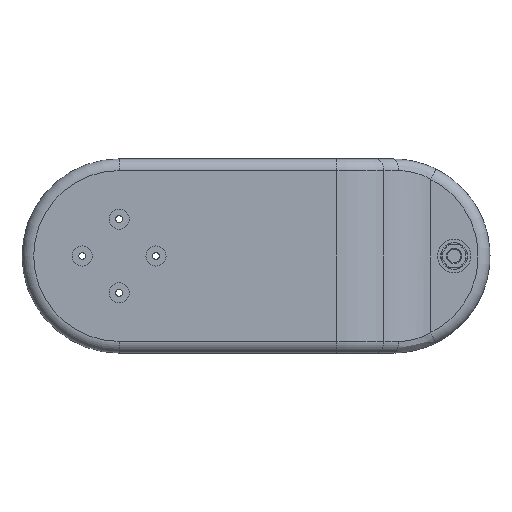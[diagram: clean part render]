
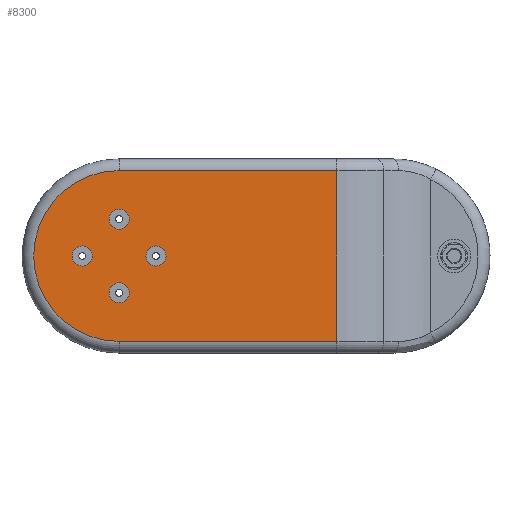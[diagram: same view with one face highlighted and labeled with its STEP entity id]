
A CAD part, left-side view. The second image highlights one B-rep face of the part: STEP entity #8300.
In plain terms, the highlighted face is planar.
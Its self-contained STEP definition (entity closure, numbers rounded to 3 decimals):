
#5676=DIRECTION('',(0.,0.,1.));
#5677=VECTOR('',#5676,51.);
#5678=CARTESIAN_POINT('',(31.5,361.997,-25.5));
#5679=LINE('',#5678,#5677);
#5680=DIRECTION('',(0.,-1.,0.));
#5681=VECTOR('',#5680,65.037);
#5682=CARTESIAN_POINT('',(31.5,427.034,25.5));
#5683=LINE('',#5682,#5681);
#5684=CARTESIAN_POINT('',(31.5,427.034,0.));
#5685=DIRECTION('',(1.,0.,0.));
#5686=DIRECTION('',(0.,0.,-1.));
#5687=AXIS2_PLACEMENT_3D('',#5684,#5685,#5686);
#5689=DIRECTION('',(0.,1.,0.));
#5690=VECTOR('',#5689,65.037);
#5691=CARTESIAN_POINT('',(31.5,361.997,-25.5));
#5692=LINE('',#5691,#5690);
#5693=CARTESIAN_POINT('',(31.5,438.034,0.));
#5694=DIRECTION('',(-1.,0.,0.));
#5695=DIRECTION('',(0.,1.,0.));
#5696=AXIS2_PLACEMENT_3D('',#5693,#5694,#5695);
#5698=CARTESIAN_POINT('',(31.5,438.034,0.));
#5699=DIRECTION('',(-1.,0.,0.));
#5700=DIRECTION('',(0.,-1.,0.));
#5701=AXIS2_PLACEMENT_3D('',#5698,#5699,#5700);
#5703=CARTESIAN_POINT('',(31.5,427.034,-11.));
#5704=DIRECTION('',(-1.,0.,0.));
#5705=DIRECTION('',(0.,1.,0.));
#5706=AXIS2_PLACEMENT_3D('',#5703,#5704,#5705);
#5708=CARTESIAN_POINT('',(31.5,427.034,-11.));
#5709=DIRECTION('',(-1.,0.,0.));
#5710=DIRECTION('',(0.,-1.,0.));
#5711=AXIS2_PLACEMENT_3D('',#5708,#5709,#5710);
#5713=CARTESIAN_POINT('',(31.5,416.034,0.));
#5714=DIRECTION('',(-1.,0.,0.));
#5715=DIRECTION('',(0.,1.,0.));
#5716=AXIS2_PLACEMENT_3D('',#5713,#5714,#5715);
#5718=CARTESIAN_POINT('',(31.5,416.034,0.));
#5719=DIRECTION('',(-1.,0.,0.));
#5720=DIRECTION('',(0.,-1.,0.));
#5721=AXIS2_PLACEMENT_3D('',#5718,#5719,#5720);
#5723=CARTESIAN_POINT('',(31.5,427.034,11.));
#5724=DIRECTION('',(-1.,0.,0.));
#5725=DIRECTION('',(0.,1.,0.));
#5726=AXIS2_PLACEMENT_3D('',#5723,#5724,#5725);
#5728=CARTESIAN_POINT('',(31.5,427.034,11.));
#5729=DIRECTION('',(-1.,0.,0.));
#5730=DIRECTION('',(0.,-1.,0.));
#5731=AXIS2_PLACEMENT_3D('',#5728,#5729,#5730);
#5968=CARTESIAN_POINT('',(31.5,361.997,-25.5));
#5969=CARTESIAN_POINT('',(31.5,361.997,25.5));
#5970=VERTEX_POINT('',#5968);
#5971=VERTEX_POINT('',#5969);
#6040=CARTESIAN_POINT('',(31.5,441.034,0.));
#6041=CARTESIAN_POINT('',(31.5,435.034,0.));
#6042=VERTEX_POINT('',#6040);
#6043=VERTEX_POINT('',#6041);
#6044=CARTESIAN_POINT('',(31.5,430.034,-11.));
#6045=CARTESIAN_POINT('',(31.5,424.034,-11.));
#6046=VERTEX_POINT('',#6044);
#6047=VERTEX_POINT('',#6045);
#6048=CARTESIAN_POINT('',(31.5,419.034,0.));
#6049=CARTESIAN_POINT('',(31.5,413.034,0.));
#6050=VERTEX_POINT('',#6048);
#6051=VERTEX_POINT('',#6049);
#6052=CARTESIAN_POINT('',(31.5,430.034,11.));
#6053=CARTESIAN_POINT('',(31.5,424.034,11.));
#6054=VERTEX_POINT('',#6052);
#6055=VERTEX_POINT('',#6053);
#6140=CARTESIAN_POINT('',(31.5,427.034,25.5));
#6141=VERTEX_POINT('',#6140);
#6148=CARTESIAN_POINT('',(31.5,427.034,-25.5));
#6149=VERTEX_POINT('',#6148);
#8264=CARTESIAN_POINT('',(31.5,0.,0.));
#8265=DIRECTION('',(-1.,0.,0.));
#8266=DIRECTION('',(0.,1.,0.));
#8267=AXIS2_PLACEMENT_3D('',#8264,#8265,#8266);
#8268=PLANE('',#8267);
#8269=ORIENTED_EDGE('',*,*,#8255,.T.);
#8271=ORIENTED_EDGE('',*,*,#8270,.F.);
#8272=ORIENTED_EDGE('',*,*,#8216,.F.);
#8273=ORIENTED_EDGE('',*,*,#8231,.F.);
#8274=EDGE_LOOP('',(#8269,#8271,#8272,#8273));
#8275=FACE_OUTER_BOUND('',#8274,.F.);
#8277=ORIENTED_EDGE('',*,*,#8276,.F.);
#8279=ORIENTED_EDGE('',*,*,#8278,.F.);
#8280=EDGE_LOOP('',(#8277,#8279));
#8281=FACE_BOUND('',#8280,.F.);
#8283=ORIENTED_EDGE('',*,*,#8282,.F.);
#8285=ORIENTED_EDGE('',*,*,#8284,.F.);
#8286=EDGE_LOOP('',(#8283,#8285));
#8287=FACE_BOUND('',#8286,.F.);
#8289=ORIENTED_EDGE('',*,*,#8288,.F.);
#8291=ORIENTED_EDGE('',*,*,#8290,.F.);
#8292=EDGE_LOOP('',(#8289,#8291));
#8293=FACE_BOUND('',#8292,.F.);
#8295=ORIENTED_EDGE('',*,*,#8294,.F.);
#8297=ORIENTED_EDGE('',*,*,#8296,.F.);
#8298=EDGE_LOOP('',(#8295,#8297));
#8299=FACE_BOUND('',#8298,.F.);
#8300=ADVANCED_FACE('',(#8275,#8281,#8287,#8293,#8299),#8268,.F.);
#5688=CIRCLE('',#5687,25.5);
#5697=CIRCLE('',#5696,3.);
#5702=CIRCLE('',#5701,3.);
#5707=CIRCLE('',#5706,3.);
#5712=CIRCLE('',#5711,3.);
#5717=CIRCLE('',#5716,3.);
#5722=CIRCLE('',#5721,3.);
#5727=CIRCLE('',#5726,3.);
#5732=CIRCLE('',#5731,3.);
#8216=EDGE_CURVE('',#6149,#6141,#5688,.T.);
#8231=EDGE_CURVE('',#5970,#6149,#5692,.T.);
#8255=EDGE_CURVE('',#5970,#5971,#5679,.T.);
#8270=EDGE_CURVE('',#6141,#5971,#5683,.T.);
#8276=EDGE_CURVE('',#6042,#6043,#5697,.T.);
#8278=EDGE_CURVE('',#6043,#6042,#5702,.T.);
#8282=EDGE_CURVE('',#6046,#6047,#5707,.T.);
#8284=EDGE_CURVE('',#6047,#6046,#5712,.T.);
#8288=EDGE_CURVE('',#6050,#6051,#5717,.T.);
#8290=EDGE_CURVE('',#6051,#6050,#5722,.T.);
#8294=EDGE_CURVE('',#6054,#6055,#5727,.T.);
#8296=EDGE_CURVE('',#6055,#6054,#5732,.T.);
